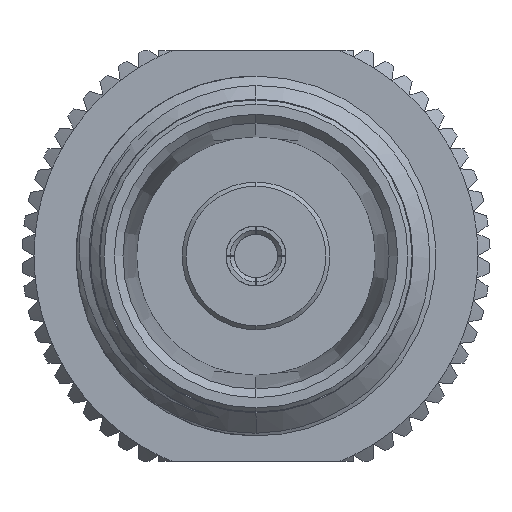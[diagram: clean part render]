
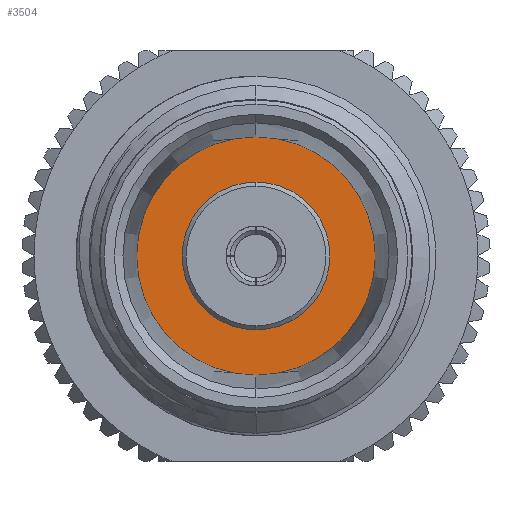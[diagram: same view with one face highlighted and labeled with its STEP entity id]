
A CAD part, left-side view. The second image highlights one B-rep face of the part: STEP entity #3504.
In plain terms, the highlighted planar face has unit normal (-1, 0, 0).
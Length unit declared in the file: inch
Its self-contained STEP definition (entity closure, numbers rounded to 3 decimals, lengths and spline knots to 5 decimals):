
#152 = VERTEX_POINT ( 'NONE', #7422 ) ;
#237 = DIRECTION ( 'NONE',  ( -1., 0., 0. ) ) ;
#734 = AXIS2_PLACEMENT_3D ( 'NONE', #3069, #9853, #2218 ) ;
#901 = CIRCLE ( 'NONE', #7280, 0.14521 ) ;
#1096 = DIRECTION ( 'NONE',  ( -1., 0., 0. ) ) ;
#1443 = DIRECTION ( 'NONE',  ( 0., 0., 1. ) ) ;
#1551 = DIRECTION ( 'NONE',  ( -1., 0., 0. ) ) ;
#2028 = AXIS2_PLACEMENT_3D ( 'NONE', #8505, #1551, #9997 ) ;
#2074 = DIRECTION ( 'NONE',  ( 0., 0., 1. ) ) ;
#2218 = DIRECTION ( 'NONE',  ( 0., 0., 1. ) ) ;
#2283 = EDGE_CURVE ( 'NONE', #152, #4962, #10556, .T. ) ;
#2304 = ORIENTED_EDGE ( 'NONE', *, *, #5847, .F. ) ;
#2409 = DIRECTION ( 'NONE',  ( -1., 0., 0. ) ) ;
#2642 = VERTEX_POINT ( 'NONE', #4244 ) ;
#3069 = CARTESIAN_POINT ( 'NONE',  ( 0.33, 0., 0. ) ) ;
#3504 = ADVANCED_FACE ( 'NONE', ( #9819, #7490 ), #11027, .T. ) ;
#3607 = CIRCLE ( 'NONE', #5981, 0.14521 ) ;
#4244 = CARTESIAN_POINT ( 'NONE',  ( 0.33, 0., -0.14521 ) ) ;
#4454 = CARTESIAN_POINT ( 'NONE',  ( 0.33, 0., 0. ) ) ;
#4794 = VERTEX_POINT ( 'NONE', #10195 ) ;
#4962 = VERTEX_POINT ( 'NONE', #8479 ) ;
#5847 = EDGE_CURVE ( 'NONE', #4962, #152, #8489, .T. ) ;
#5981 = AXIS2_PLACEMENT_3D ( 'NONE', #8236, #2409, #1443 ) ;
#6472 = EDGE_LOOP ( 'NONE', ( #2304, #7552 ) ) ;
#7280 = AXIS2_PLACEMENT_3D ( 'NONE', #9878, #1096, #2074 ) ;
#7422 = CARTESIAN_POINT ( 'NONE',  ( 0.33, 0., 0.09 ) ) ;
#7490 = FACE_OUTER_BOUND ( 'NONE', #8051, .T. ) ;
#7552 = ORIENTED_EDGE ( 'NONE', *, *, #2283, .F. ) ;
#8051 = EDGE_LOOP ( 'NONE', ( #9200, #10168 ) ) ;
#8153 = EDGE_CURVE ( 'NONE', #2642, #4794, #3607, .T. ) ;
#8236 = CARTESIAN_POINT ( 'NONE',  ( 0.33, 0., 0. ) ) ;
#8479 = CARTESIAN_POINT ( 'NONE',  ( 0.33, 0., -0.09 ) ) ;
#8489 = CIRCLE ( 'NONE', #9945, 0.09 ) ;
#8505 = CARTESIAN_POINT ( 'NONE',  ( 0.33, 0., 0. ) ) ;
#9055 = EDGE_CURVE ( 'NONE', #4794, #2642, #901, .T. ) ;
#9200 = ORIENTED_EDGE ( 'NONE', *, *, #9055, .T. ) ;
#9819 = FACE_BOUND ( 'NONE', #6472, .T. ) ;
#9853 = DIRECTION ( 'NONE',  ( -1., 0., 0. ) ) ;
#9878 = CARTESIAN_POINT ( 'NONE',  ( 0.33, 0., 0. ) ) ;
#9927 = DIRECTION ( 'NONE',  ( 0., 0., 1. ) ) ;
#9945 = AXIS2_PLACEMENT_3D ( 'NONE', #4454, #237, #9927 ) ;
#9997 = DIRECTION ( 'NONE',  ( 0., 0., 1. ) ) ;
#10168 = ORIENTED_EDGE ( 'NONE', *, *, #8153, .T. ) ;
#10195 = CARTESIAN_POINT ( 'NONE',  ( 0.33, 0., 0.14521 ) ) ;
#10556 = CIRCLE ( 'NONE', #734, 0.09 ) ;
#11027 = PLANE ( 'NONE',  #2028 ) ;
